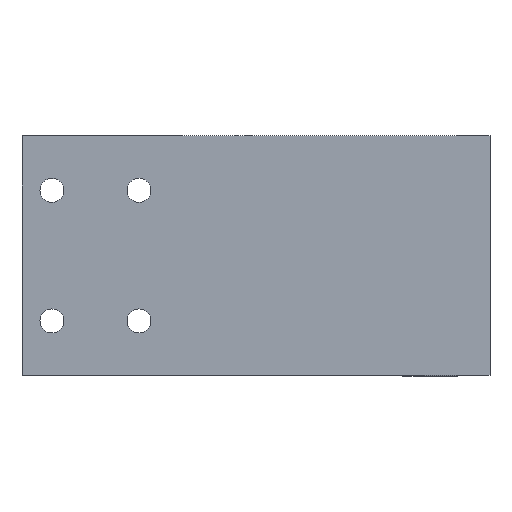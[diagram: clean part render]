
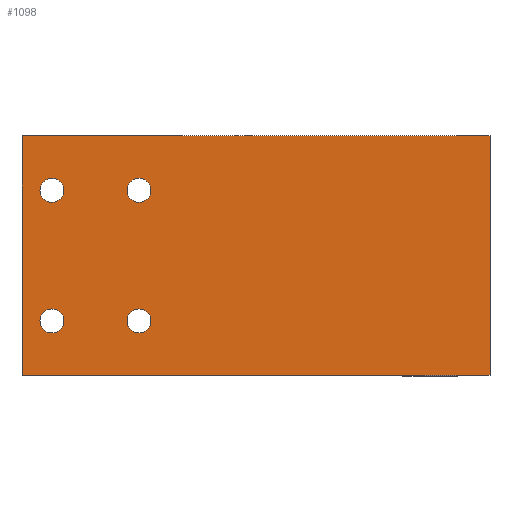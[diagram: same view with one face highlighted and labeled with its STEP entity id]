
A CAD part, top view. The second image highlights one B-rep face of the part: STEP entity #1098.
In plain terms, the highlighted planar face has unit normal (0, 0, 1).
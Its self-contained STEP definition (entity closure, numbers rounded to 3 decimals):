
#4 = VECTOR ( 'NONE', #23, 1000. ) ;
#23 = DIRECTION ( 'NONE',  ( -1., 0., 0. ) ) ;
#24 = VECTOR ( 'NONE', #184, 1000. ) ;
#31 = CIRCLE ( 'NONE', #298, 1.1 ) ;
#36 = ORIENTED_EDGE ( 'NONE', *, *, #751, .F. ) ;
#44 = CARTESIAN_POINT ( 'NONE',  ( 4., 6., 2. ) ) ;
#48 = AXIS2_PLACEMENT_3D ( 'NONE', #684, #1092, #775 ) ;
#50 = AXIS2_PLACEMENT_3D ( 'NONE', #198, #996, #893 ) ;
#60 = ORIENTED_EDGE ( 'NONE', *, *, #328, .F. ) ;
#90 = CIRCLE ( 'NONE', #792, 1.1 ) ;
#94 = CARTESIAN_POINT ( 'NONE',  ( -6.75, 11., 2. ) ) ;
#113 = VERTEX_POINT ( 'NONE', #537 ) ;
#126 = DIRECTION ( 'NONE',  ( 0., 0., 1. ) ) ;
#146 = ORIENTED_EDGE ( 'NONE', *, *, #612, .F. ) ;
#153 = DIRECTION ( 'NONE',  ( -1., 0., 0. ) ) ;
#175 = ORIENTED_EDGE ( 'NONE', *, *, #786, .F. ) ;
#183 = VERTEX_POINT ( 'NONE', #1310 ) ;
#184 = DIRECTION ( 'NONE',  ( 1., 0., 0. ) ) ;
#191 = CARTESIAN_POINT ( 'NONE',  ( -5.1, 6., 2. ) ) ;
#194 = ORIENTED_EDGE ( 'NONE', *, *, #1237, .T. ) ;
#197 = CARTESIAN_POINT ( 'NONE',  ( 36.25, 11., 2. ) ) ;
#198 = CARTESIAN_POINT ( 'NONE',  ( 4., 6., 2. ) ) ;
#201 = AXIS2_PLACEMENT_3D ( 'NONE', #760, #663, #450 ) ;
#216 = VERTEX_POINT ( 'NONE', #191 ) ;
#217 = CIRCLE ( 'NONE', #944, 1.1 ) ;
#228 = LINE ( 'NONE', #627, #858 ) ;
#240 = FACE_OUTER_BOUND ( 'NONE', #1074, .T. ) ;
#243 = VERTEX_POINT ( 'NONE', #197 ) ;
#245 = CARTESIAN_POINT ( 'NONE',  ( -6.75, -11., 2. ) ) ;
#247 = EDGE_LOOP ( 'NONE', ( #323, #626 ) ) ;
#249 = EDGE_CURVE ( 'NONE', #571, #769, #31, .T. ) ;
#259 = CIRCLE ( 'NONE', #898, 1.1 ) ;
#261 = CARTESIAN_POINT ( 'NONE',  ( -6.75, -11., 2. ) ) ;
#271 = EDGE_CURVE ( 'NONE', #526, #916, #90, .T. ) ;
#274 = DIRECTION ( 'NONE',  ( 1., 0., 0. ) ) ;
#298 = AXIS2_PLACEMENT_3D ( 'NONE', #1298, #1289, #274 ) ;
#306 = ORIENTED_EDGE ( 'NONE', *, *, #586, .T. ) ;
#310 = ORIENTED_EDGE ( 'NONE', *, *, #1073, .F. ) ;
#323 = ORIENTED_EDGE ( 'NONE', *, *, #271, .F. ) ;
#328 = EDGE_CURVE ( 'NONE', #769, #571, #756, .T. ) ;
#329 = ORIENTED_EDGE ( 'NONE', *, *, #249, .F. ) ;
#334 = CIRCLE ( 'NONE', #50, 1.1 ) ;
#411 = FACE_BOUND ( 'NONE', #864, .T. ) ;
#415 = CARTESIAN_POINT ( 'NONE',  ( 5.1, -6., 2. ) ) ;
#422 = VERTEX_POINT ( 'NONE', #714 ) ;
#425 = FACE_BOUND ( 'NONE', #1131, .T. ) ;
#435 = LINE ( 'NONE', #746, #4 ) ;
#441 = PLANE ( 'NONE',  #1085 ) ;
#450 = DIRECTION ( 'NONE',  ( 1., 0., 0. ) ) ;
#484 = CARTESIAN_POINT ( 'NONE',  ( 4., -6., 2. ) ) ;
#490 = DIRECTION ( 'NONE',  ( 0., 0., 1. ) ) ;
#495 = EDGE_CURVE ( 'NONE', #916, #526, #737, .T. ) ;
#501 = CARTESIAN_POINT ( 'NONE',  ( -4., 6., 2. ) ) ;
#512 = DIRECTION ( 'NONE',  ( 1., 0., 0. ) ) ;
#526 = VERTEX_POINT ( 'NONE', #577 ) ;
#537 = CARTESIAN_POINT ( 'NONE',  ( -2.9, 6., 2. ) ) ;
#558 = DIRECTION ( 'NONE',  ( 0., -1., 0. ) ) ;
#571 = VERTEX_POINT ( 'NONE', #834 ) ;
#577 = CARTESIAN_POINT ( 'NONE',  ( -2.9, -6., 2. ) ) ;
#586 = EDGE_CURVE ( 'NONE', #1062, #1059, #1087, .T. ) ;
#612 = EDGE_CURVE ( 'NONE', #216, #113, #217, .T. ) ;
#626 = ORIENTED_EDGE ( 'NONE', *, *, #495, .F. ) ;
#627 = CARTESIAN_POINT ( 'NONE',  ( 36.25, 11., 2. ) ) ;
#663 = DIRECTION ( 'NONE',  ( 0., 0., 1. ) ) ;
#684 = CARTESIAN_POINT ( 'NONE',  ( -4., -6., 2. ) ) ;
#704 = EDGE_LOOP ( 'NONE', ( #1198, #146 ) ) ;
#714 = CARTESIAN_POINT ( 'NONE',  ( 5.1, 6., 2. ) ) ;
#737 = CIRCLE ( 'NONE', #48, 1.1 ) ;
#746 = CARTESIAN_POINT ( 'NONE',  ( -6.75, 11., 2. ) ) ;
#751 = EDGE_CURVE ( 'NONE', #422, #183, #259, .T. ) ;
#756 = CIRCLE ( 'NONE', #897, 1.1 ) ;
#760 = CARTESIAN_POINT ( 'NONE',  ( -4., 6., 2. ) ) ;
#766 = EDGE_CURVE ( 'NONE', #243, #987, #435, .T. ) ;
#769 = VERTEX_POINT ( 'NONE', #415 ) ;
#775 = DIRECTION ( 'NONE',  ( 1., 0., 0. ) ) ;
#778 = CARTESIAN_POINT ( 'NONE',  ( -4., -6., 2. ) ) ;
#786 = EDGE_CURVE ( 'NONE', #243, #1059, #228, .T. ) ;
#790 = DIRECTION ( 'NONE',  ( 0., 0., 1. ) ) ;
#792 = AXIS2_PLACEMENT_3D ( 'NONE', #778, #490, #1197 ) ;
#802 = DIRECTION ( 'NONE',  ( 1., 0., 0. ) ) ;
#809 = CARTESIAN_POINT ( 'NONE',  ( -6.75, -11., 2. ) ) ;
#834 = CARTESIAN_POINT ( 'NONE',  ( 2.9, -6., 2. ) ) ;
#858 = VECTOR ( 'NONE', #1235, 1000. ) ;
#864 = EDGE_LOOP ( 'NONE', ( #60, #329 ) ) ;
#893 = DIRECTION ( 'NONE',  ( 1., 0., 0. ) ) ;
#897 = AXIS2_PLACEMENT_3D ( 'NONE', #484, #899, #802 ) ;
#898 = AXIS2_PLACEMENT_3D ( 'NONE', #44, #126, #512 ) ;
#899 = DIRECTION ( 'NONE',  ( 0., 0., 1. ) ) ;
#916 = VERTEX_POINT ( 'NONE', #1082 ) ;
#938 = DIRECTION ( 'NONE',  ( 0., 0., -1. ) ) ;
#944 = AXIS2_PLACEMENT_3D ( 'NONE', #501, #790, #1111 ) ;
#948 = CIRCLE ( 'NONE', #201, 1.1 ) ;
#987 = VERTEX_POINT ( 'NONE', #94 ) ;
#996 = DIRECTION ( 'NONE',  ( 0., 0., 1. ) ) ;
#1036 = FACE_BOUND ( 'NONE', #247, .T. ) ;
#1059 = VERTEX_POINT ( 'NONE', #1214 ) ;
#1062 = VERTEX_POINT ( 'NONE', #809 ) ;
#1073 = EDGE_CURVE ( 'NONE', #183, #422, #334, .T. ) ;
#1074 = EDGE_LOOP ( 'NONE', ( #306, #175, #1239, #194 ) ) ;
#1082 = CARTESIAN_POINT ( 'NONE',  ( -5.1, -6., 2. ) ) ;
#1085 = AXIS2_PLACEMENT_3D ( 'NONE', #1240, #938, #153 ) ;
#1087 = LINE ( 'NONE', #245, #24 ) ;
#1088 = VECTOR ( 'NONE', #558, 1000. ) ;
#1092 = DIRECTION ( 'NONE',  ( 0., 0., 1. ) ) ;
#1098 = ADVANCED_FACE ( 'NONE', ( #1036, #425, #1147, #411, #240 ), #441, .F. ) ;
#1111 = DIRECTION ( 'NONE',  ( 1., 0., 0. ) ) ;
#1131 = EDGE_LOOP ( 'NONE', ( #36, #310 ) ) ;
#1147 = FACE_BOUND ( 'NONE', #704, .T. ) ;
#1197 = DIRECTION ( 'NONE',  ( 1., 0., 0. ) ) ;
#1198 = ORIENTED_EDGE ( 'NONE', *, *, #1246, .F. ) ;
#1214 = CARTESIAN_POINT ( 'NONE',  ( 36.25, -11., 2. ) ) ;
#1235 = DIRECTION ( 'NONE',  ( 0., -1., 0. ) ) ;
#1237 = EDGE_CURVE ( 'NONE', #987, #1062, #1261, .T. ) ;
#1239 = ORIENTED_EDGE ( 'NONE', *, *, #766, .T. ) ;
#1240 = CARTESIAN_POINT ( 'NONE',  ( 0., 0., 2. ) ) ;
#1246 = EDGE_CURVE ( 'NONE', #113, #216, #948, .T. ) ;
#1261 = LINE ( 'NONE', #261, #1088 ) ;
#1289 = DIRECTION ( 'NONE',  ( 0., 0., 1. ) ) ;
#1298 = CARTESIAN_POINT ( 'NONE',  ( 4., -6., 2. ) ) ;
#1310 = CARTESIAN_POINT ( 'NONE',  ( 2.9, 6., 2. ) ) ;
